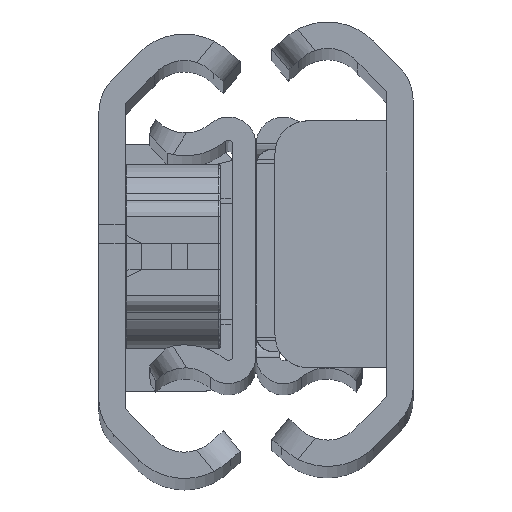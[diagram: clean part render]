
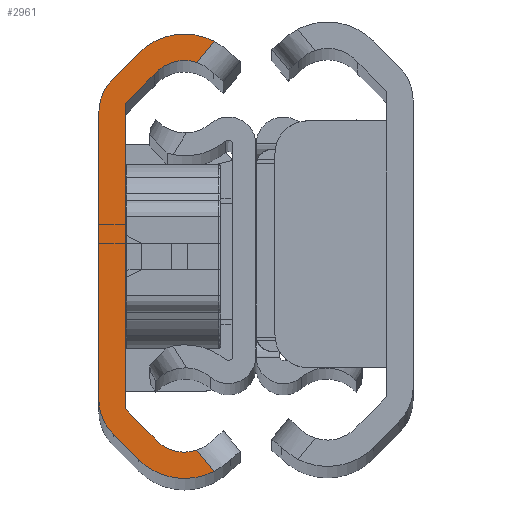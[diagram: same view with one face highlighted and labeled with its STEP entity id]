
A CAD part, top view. The second image highlights one B-rep face of the part: STEP entity #2961.
In plain terms, the highlighted planar face has unit normal (0, 0, 1).
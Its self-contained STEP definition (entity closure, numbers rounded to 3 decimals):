
#72 = VERTEX_POINT ( 'NONE', #3291 ) ;
#93 = CARTESIAN_POINT ( 'NONE',  ( 0.879, -10.811, 0. ) ) ;
#122 = EDGE_CURVE ( 'NONE', #72, #1728, #3545, .T. ) ;
#124 = CIRCLE ( 'NONE', #3949, 2.38 ) ;
#160 = EDGE_LOOP ( 'NONE', ( #3222, #3521, #7336, #2718, #1962, #7249, #845, #703, #950, #6529, #4748, #1071, #1037, #3874 ) ) ;
#178 = DIRECTION ( 'NONE',  ( 0., 1., 0. ) ) ;
#201 = DIRECTION ( 'NONE',  ( 0.643, 0.766, 0. ) ) ;
#270 = AXIS2_PLACEMENT_3D ( 'NONE', #1950, #5983, #5488 ) ;
#273 = EDGE_CURVE ( 'NONE', #4109, #4459, #5740, .T. ) ;
#384 = CARTESIAN_POINT ( 'NONE',  ( 7.017, 13.056, 0. ) ) ;
#398 = CARTESIAN_POINT ( 'NONE',  ( 3., 8.689, 0. ) ) ;
#400 = VERTEX_POINT ( 'NONE', #5300 ) ;
#421 = CARTESIAN_POINT ( 'NONE',  ( 2.414, 12.346, 0. ) ) ;
#429 = FACE_OUTER_BOUND ( 'NONE', #160, .T. ) ;
#466 = DIRECTION ( 'NONE',  ( 1., 0., 0. ) ) ;
#667 = EDGE_CURVE ( 'NONE', #3463, #4098, #2964, .T. ) ;
#703 = ORIENTED_EDGE ( 'NONE', *, *, #1622, .T. ) ;
#724 = CARTESIAN_POINT ( 'NONE',  ( 0., 8.689, 0. ) ) ;
#763 = DIRECTION ( 'NONE',  ( 0., 0., -1. ) ) ;
#845 = ORIENTED_EDGE ( 'NONE', *, *, #273, .T. ) ;
#880 = EDGE_CURVE ( 'NONE', #1479, #2875, #3025, .T. ) ;
#950 = ORIENTED_EDGE ( 'NONE', *, *, #2141, .T. ) ;
#983 = EDGE_CURVE ( 'NONE', #400, #7133, #2107, .T. ) ;
#1023 = CARTESIAN_POINT ( 'NONE',  ( 1.6, -9.269, 0. ) ) ;
#1037 = ORIENTED_EDGE ( 'NONE', *, *, #122, .T. ) ;
#1071 = ORIENTED_EDGE ( 'NONE', *, *, #5032, .T. ) ;
#1081 = VECTOR ( 'NONE', #5314, 1000. ) ;
#1270 = CARTESIAN_POINT ( 'NONE',  ( 3.359, 11.028, 0. ) ) ;
#1338 = CARTESIAN_POINT ( 'NONE',  ( 7.017, -13.056, 0. ) ) ;
#1479 = VERTEX_POINT ( 'NONE', #1023 ) ;
#1490 = VERTEX_POINT ( 'NONE', #5663 ) ;
#1553 = CARTESIAN_POINT ( 'NONE',  ( 5.946, 11.78, 0. ) ) ;
#1622 = EDGE_CURVE ( 'NONE', #4459, #6819, #3647, .T. ) ;
#1649 = CARTESIAN_POINT ( 'NONE',  ( 2.414, -12.346, 0. ) ) ;
#1677 = DIRECTION ( 'NONE',  ( 0., 0., 1. ) ) ;
#1710 = CARTESIAN_POINT ( 'NONE',  ( 0., -8.689, 0. ) ) ;
#1728 = VERTEX_POINT ( 'NONE', #93 ) ;
#1779 = DIRECTION ( 'NONE',  ( 0., 0., 1. ) ) ;
#1818 = EDGE_CURVE ( 'NONE', #1490, #1479, #6041, .T. ) ;
#1950 = CARTESIAN_POINT ( 'NONE',  ( 3., 8.689, 0. ) ) ;
#1953 = DIRECTION ( 'NONE',  ( 1., 0., 0. ) ) ;
#1962 = ORIENTED_EDGE ( 'NONE', *, *, #880, .T. ) ;
#2059 = CARTESIAN_POINT ( 'NONE',  ( 0.879, 10.811, 0. ) ) ;
#2107 = LINE ( 'NONE', #421, #6703 ) ;
#2141 = EDGE_CURVE ( 'NONE', #6819, #400, #6841, .T. ) ;
#2482 = DIRECTION ( 'NONE',  ( 1., 0., 0. ) ) ;
#2512 = VECTOR ( 'NONE', #6839, 1000. ) ;
#2524 = CARTESIAN_POINT ( 'NONE',  ( 3.359, -11.028, 0. ) ) ;
#2654 = VECTOR ( 'NONE', #5715, 1000. ) ;
#2718 = ORIENTED_EDGE ( 'NONE', *, *, #1818, .T. ) ;
#2720 = AXIS2_PLACEMENT_3D ( 'NONE', #3999, #1779, #466 ) ;
#2736 = AXIS2_PLACEMENT_3D ( 'NONE', #2760, #6623, #6729 ) ;
#2760 = CARTESIAN_POINT ( 'NONE',  ( 5.2, 9.56, 0. ) ) ;
#2875 = VERTEX_POINT ( 'NONE', #6376 ) ;
#2922 = CARTESIAN_POINT ( 'NONE',  ( 5.2, 9.52, 0. ) ) ;
#2961 = ADVANCED_FACE ( 'NONE', ( #429 ), #4278, .T. ) ;
#2964 = CIRCLE ( 'NONE', #2720, 3.94 ) ;
#2967 = CARTESIAN_POINT ( 'NONE',  ( 2.414, -12.346, 0. ) ) ;
#2968 = VECTOR ( 'NONE', #178, 1000. ) ;
#3025 = LINE ( 'NONE', #3505, #2968 ) ;
#3135 = EDGE_CURVE ( 'NONE', #2875, #4109, #3916, .T. ) ;
#3201 = VECTOR ( 'NONE', #201, 1000. ) ;
#3222 = ORIENTED_EDGE ( 'NONE', *, *, #667, .T. ) ;
#3291 = CARTESIAN_POINT ( 'NONE',  ( 0., -8.689, 0. ) ) ;
#3314 = EDGE_CURVE ( 'NONE', #7192, #1490, #124, .T. ) ;
#3454 = VERTEX_POINT ( 'NONE', #724 ) ;
#3463 = VERTEX_POINT ( 'NONE', #1649 ) ;
#3505 = CARTESIAN_POINT ( 'NONE',  ( 1.6, 9.269, 0. ) ) ;
#3521 = ORIENTED_EDGE ( 'NONE', *, *, #4901, .T. ) ;
#3545 = CIRCLE ( 'NONE', #3670, 3. ) ;
#3644 = CARTESIAN_POINT ( 'NONE',  ( 5.2, -9.52, 0. ) ) ;
#3645 = EDGE_CURVE ( 'NONE', #1728, #3463, #5813, .T. ) ;
#3647 = LINE ( 'NONE', #5351, #3201 ) ;
#3670 = AXIS2_PLACEMENT_3D ( 'NONE', #4509, #1677, #6851 ) ;
#3874 = ORIENTED_EDGE ( 'NONE', *, *, #3645, .T. ) ;
#3916 = LINE ( 'NONE', #4538, #2512 ) ;
#3949 = AXIS2_PLACEMENT_3D ( 'NONE', #3644, #763, #2482 ) ;
#3999 = CARTESIAN_POINT ( 'NONE',  ( 5.2, -9.56, 0. ) ) ;
#4098 = VERTEX_POINT ( 'NONE', #1338 ) ;
#4109 = VERTEX_POINT ( 'NONE', #1270 ) ;
#4161 = DIRECTION ( 'NONE',  ( 0., 0., -1. ) ) ;
#4278 = PLANE ( 'NONE',  #7033 ) ;
#4290 = DIRECTION ( 'NONE',  ( -0.707, 0.707, 0. ) ) ;
#4371 = DIRECTION ( 'NONE',  ( -0.707, -0.707, 0. ) ) ;
#4397 = AXIS2_PLACEMENT_3D ( 'NONE', #2922, #4161, #4741 ) ;
#4444 = CIRCLE ( 'NONE', #270, 3. ) ;
#4456 = DIRECTION ( 'NONE',  ( -0.643, 0.766, 0. ) ) ;
#4459 = VERTEX_POINT ( 'NONE', #1553 ) ;
#4501 = CARTESIAN_POINT ( 'NONE',  ( -5.35, 1.683, 0. ) ) ;
#4509 = CARTESIAN_POINT ( 'NONE',  ( 3., -8.689, 0. ) ) ;
#4538 = CARTESIAN_POINT ( 'NONE',  ( 3.359, 11.028, 0. ) ) ;
#4741 = DIRECTION ( 'NONE',  ( 1., 0., 0. ) ) ;
#4748 = ORIENTED_EDGE ( 'NONE', *, *, #5786, .T. ) ;
#4901 = EDGE_CURVE ( 'NONE', #4098, #7192, #7296, .T. ) ;
#4907 = VECTOR ( 'NONE', #4290, 1000. ) ;
#4989 = DIRECTION ( 'NONE',  ( 0., 0., 1. ) ) ;
#5032 = EDGE_CURVE ( 'NONE', #3454, #72, #5792, .T. ) ;
#5062 = VECTOR ( 'NONE', #4456, 1000. ) ;
#5300 = CARTESIAN_POINT ( 'NONE',  ( 2.414, 12.346, 0. ) ) ;
#5314 = DIRECTION ( 'NONE',  ( 0.707, -0.707, 0. ) ) ;
#5351 = CARTESIAN_POINT ( 'NONE',  ( 3.207, 8.515, 0. ) ) ;
#5488 = DIRECTION ( 'NONE',  ( 1., 0., 0. ) ) ;
#5663 = CARTESIAN_POINT ( 'NONE',  ( 3.359, -11.028, 0. ) ) ;
#5715 = DIRECTION ( 'NONE',  ( 0., -1., 0. ) ) ;
#5740 = CIRCLE ( 'NONE', #4397, 2.38 ) ;
#5786 = EDGE_CURVE ( 'NONE', #7133, #3454, #4444, .T. ) ;
#5792 = LINE ( 'NONE', #1710, #2654 ) ;
#5813 = LINE ( 'NONE', #2967, #1081 ) ;
#5983 = DIRECTION ( 'NONE',  ( 0., 0., 1. ) ) ;
#6041 = LINE ( 'NONE', #2524, #4907 ) ;
#6295 = CARTESIAN_POINT ( 'NONE',  ( 5.946, -11.78, 0. ) ) ;
#6376 = CARTESIAN_POINT ( 'NONE',  ( 1.6, 9.269, 0. ) ) ;
#6529 = ORIENTED_EDGE ( 'NONE', *, *, #983, .T. ) ;
#6623 = DIRECTION ( 'NONE',  ( 0., 0., 1. ) ) ;
#6703 = VECTOR ( 'NONE', #4371, 1000. ) ;
#6729 = DIRECTION ( 'NONE',  ( 1., 0., 0. ) ) ;
#6819 = VERTEX_POINT ( 'NONE', #384 ) ;
#6839 = DIRECTION ( 'NONE',  ( 0.707, 0.707, 0. ) ) ;
#6841 = CIRCLE ( 'NONE', #2736, 3.94 ) ;
#6851 = DIRECTION ( 'NONE',  ( 1., 0., 0. ) ) ;
#7033 = AXIS2_PLACEMENT_3D ( 'NONE', #398, #4989, #1953 ) ;
#7133 = VERTEX_POINT ( 'NONE', #2059 ) ;
#7192 = VERTEX_POINT ( 'NONE', #6295 ) ;
#7249 = ORIENTED_EDGE ( 'NONE', *, *, #3135, .T. ) ;
#7296 = LINE ( 'NONE', #4501, #5062 ) ;
#7336 = ORIENTED_EDGE ( 'NONE', *, *, #3314, .T. ) ;
